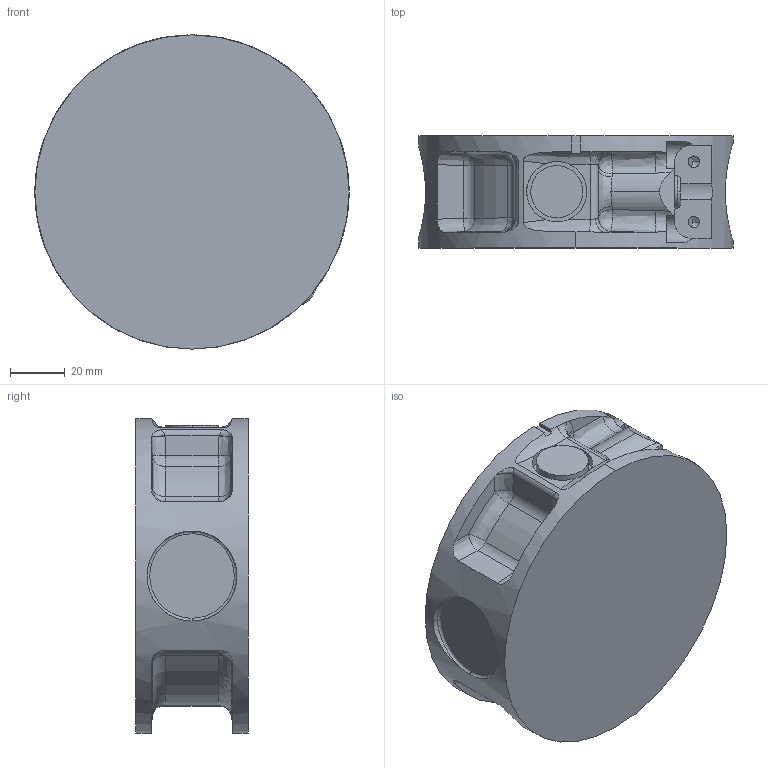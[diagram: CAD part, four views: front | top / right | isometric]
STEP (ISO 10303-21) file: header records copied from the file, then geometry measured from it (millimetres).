
FILE_DESCRIPTION (( 'STEP AP214' ), '1' );
FILE_NAME ('IRB4600_20kg-250_LINK5_CAD_rev04.STEP', '2016-12-06T10:23:17', ( 'ABB' ), ( 'ABB' ), 'SwSTEP 2.0', 'SolidWorks 2014', '' );
FILE_SCHEMA (( 'AUTOMOTIVE_DESIGN' ));
Length unit declared in the file: millimetre
Products named in the file (1): IRB4600_20kg-250_LINK5_CAD_rev04
Bounding box: 114.6 x 41 x 114.6 mm (x, y, z)
Volume: 370505.9 mm3; surface area: 40006.2 mm2
Topology: 1 solids, 1 shells, 130 faces, 322 edges, 196 vertices
Faces by surface type: bspline 44, cylinder 39, plane 31, cone 15, torus 1
Entity records: 7687 total; most frequent: CARTESIAN_POINT 4955, ORIENTED_EDGE 630, DIRECTION 448, EDGE_CURVE 315, VERTEX_POINT 196, AXIS2_PLACEMENT_3D 181, EDGE_LOOP 139, ADVANCED_FACE 130
